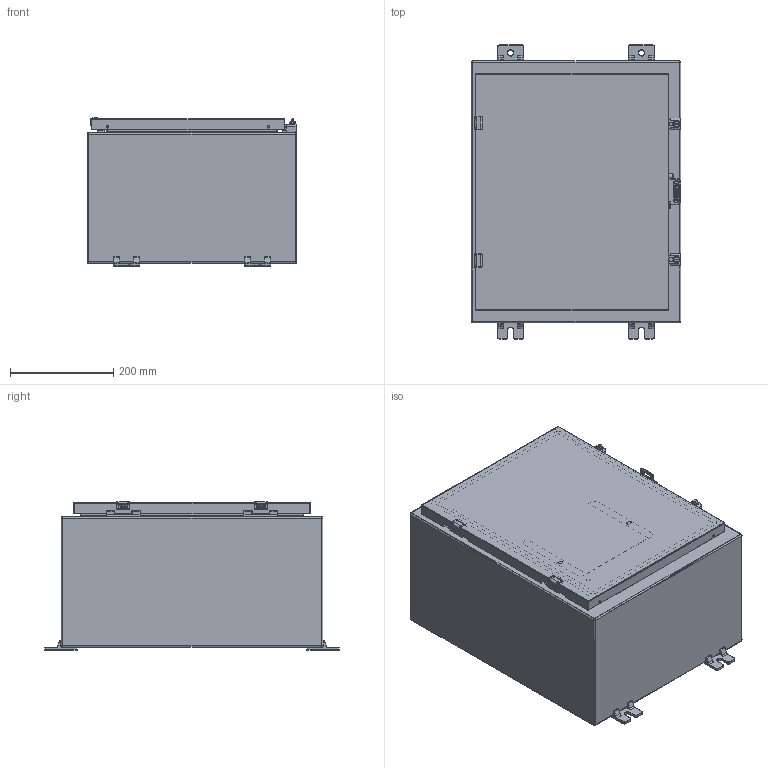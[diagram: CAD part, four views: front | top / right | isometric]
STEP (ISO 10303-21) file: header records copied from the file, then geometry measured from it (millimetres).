
FILE_DESCRIPTION (( 'STEP AP214' ), '1' );
FILE_NAME ('SCE-20H1610LP.STEP', '2023-08-04T10:47:58', ( '' ), ( '' ), 'SwSTEP 2.0', 'SolidWorks 2021', '' );
FILE_SCHEMA (( 'AUTOMOTIVE_DESIGN' ));
Length unit declared in the file: inch
Products named in the file (1): SCE-20H1610LP
Bounding box: 406.4 x 571.5 x 288.11 mm (x, y, z)
Volume: 2574968.7 mm3; surface area: 2434754.4 mm2
Topology: 37 solids, 37 shells, 1912 faces, 4845 edges, 3012 vertices
Faces by surface type: cylinder 798, plane 740, bspline 197, torus 93, cone 52, sphere 32
Full cylindrical faces by diameter (mm): 3.962 x1, 4.064 x2, 4.775 x4, 5.156 x2, 5.537 x2, 6.299 x3, 6.35 x2, 7.874 x4, 7.925 x4, 11.112 x2, 11.113 x2, 11.125 x2, 12.878 x2, 14.986 x4
Entity records: 63554 total; most frequent: CARTESIAN_POINT 17848, DIRECTION 9453, ORIENTED_EDGE 9442, EDGE_CURVE 4721, AXIS2_PLACEMENT_3D 3444, VERTEX_POINT 2999, LINE 2565, VECTOR 2565
